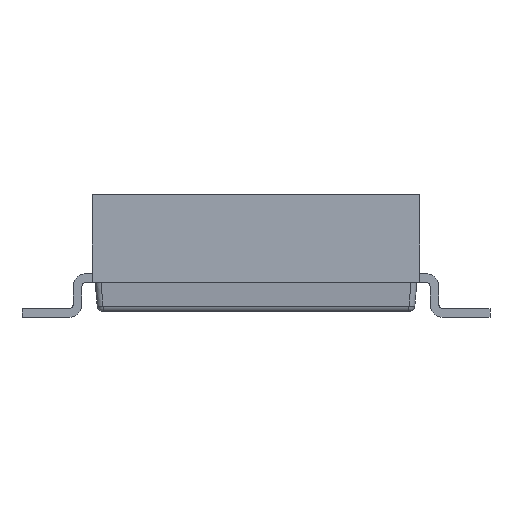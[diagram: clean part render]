
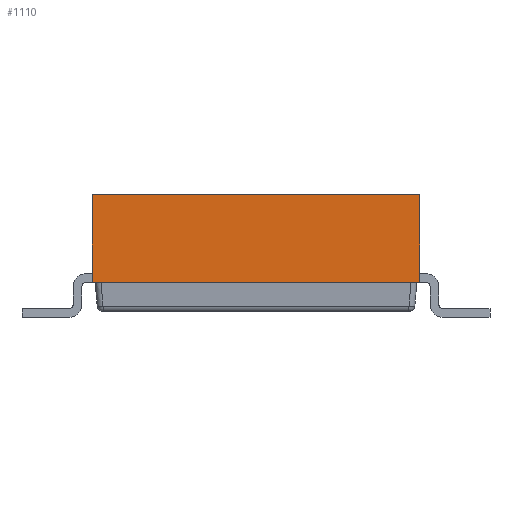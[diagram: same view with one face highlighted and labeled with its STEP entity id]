
A CAD part, left-side view. The second image highlights one B-rep face of the part: STEP entity #1110.
In plain terms, the highlighted planar face has unit normal (-1, 0, 0).
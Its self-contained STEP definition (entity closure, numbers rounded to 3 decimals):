
#1110 = ADVANCED_FACE( '', ( #2350 ), #2351, .F. );
#2350 = FACE_OUTER_BOUND( '', #3864, .T. );
#2351 = PLANE( '', #3865 );
#3864 = EDGE_LOOP( '', ( #6471, #6472, #6473, #6474 ) );
#3865 = AXIS2_PLACEMENT_3D( '', #6475, #6476, #6477 );
#6471 = ORIENTED_EDGE( '', *, *, #10291, .F. );
#6472 = ORIENTED_EDGE( '', *, *, #10633, .F. );
#6473 = ORIENTED_EDGE( '', *, *, #10634, .T. );
#6474 = ORIENTED_EDGE( '', *, *, #10635, .T. );
#6475 = CARTESIAN_POINT( '', ( -3.695, 2.8, 1.5 ) );
#6476 = DIRECTION( '', ( 1., 0., 0. ) );
#6477 = DIRECTION( '', ( 0., 0., -1. ) );
#10291 = EDGE_CURVE( '', #12547, #12549, #12550, .T. );
#10633 = EDGE_CURVE( '', #13101, #12547, #13102, .T. );
#10634 = EDGE_CURVE( '', #13101, #13103, #13104, .T. );
#10635 = EDGE_CURVE( '', #13103, #12549, #13105, .T. );
#12547 = VERTEX_POINT( '', #15815 );
#12549 = VERTEX_POINT( '', #15818 );
#12550 = LINE( '', #15819, #15820 );
#13101 = VERTEX_POINT( '', #16721 );
#13102 = LINE( '', #16722, #16723 );
#13103 = VERTEX_POINT( '', #16724 );
#13104 = LINE( '', #16725, #16726 );
#13105 = LINE( '', #16727, #16728 );
#15815 = CARTESIAN_POINT( '', ( -3.695, -2.8, 1.5 ) );
#15818 = CARTESIAN_POINT( '', ( -3.695, -2.8, 0. ) );
#15819 = CARTESIAN_POINT( '', ( -3.695, -2.8, 1.5 ) );
#15820 = VECTOR( '', #19175, 1000. );
#16721 = CARTESIAN_POINT( '', ( -3.695, 2.8, 1.5 ) );
#16722 = CARTESIAN_POINT( '', ( -3.695, 2.8, 1.5 ) );
#16723 = VECTOR( '', #19490, 1000. );
#16724 = CARTESIAN_POINT( '', ( -3.695, 2.8, 0. ) );
#16725 = CARTESIAN_POINT( '', ( -3.695, 2.8, 1.5 ) );
#16726 = VECTOR( '', #19491, 1000. );
#16727 = CARTESIAN_POINT( '', ( -3.695, 2.8, 0. ) );
#16728 = VECTOR( '', #19492, 1000. );
#19175 = DIRECTION( '', ( 0., 0., -1. ) );
#19490 = DIRECTION( '', ( 0., -1., 0. ) );
#19491 = DIRECTION( '', ( 0., 0., -1. ) );
#19492 = DIRECTION( '', ( 0., -1., 0. ) );
